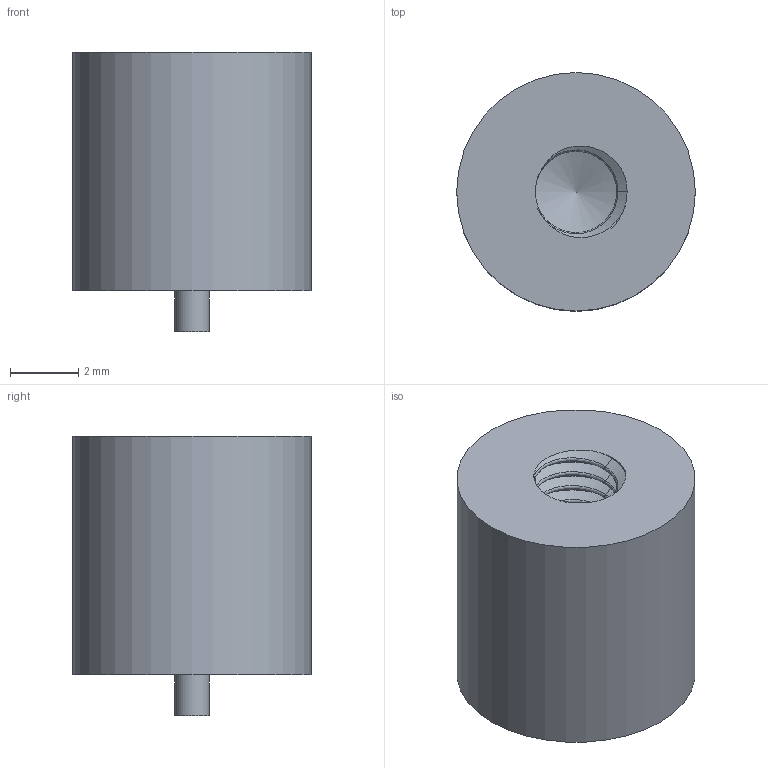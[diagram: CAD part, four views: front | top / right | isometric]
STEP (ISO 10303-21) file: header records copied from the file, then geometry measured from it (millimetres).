
FILE_DESCRIPTION(('FreeCAD Model'),'2;1');
FILE_NAME('power_stud.step', '2016-03-17T13:00:15',('Author'),(''), 'Open CASCADE STEP processor 6.8','FreeCAD','Unknown');
FILE_SCHEMA(('AUTOMOTIVE_DESIGN_CC2 { 1 2 10303 214 -1 1 5 4 }'));
Length unit declared in the file: millimetre
Products named in the file (2): ASSEMBLY; Cut001
Assembly tree (1 placements, depth 2):
  ASSEMBLY
    Cut001
Bounding box: 7 x 7 x 8.2 mm (x, y, z)
Volume: 241 mm3; surface area: 305.1 mm2
Topology: 1 solids, 1 shells, 74 faces, 145 edges, 71 vertices
Faces by surface type: bspline 33, plane 24, cylinder 14, cone 3
Full cylindrical faces by diameter (mm): 1 x1, 2.6 x1, 3 x9, 7 x1
Entity records: 15254 total; most frequent: CARTESIAN_POINT 12861, ORIENTED_EDGE 284, PCURVE 284, DEFINITIONAL_REPRESENTATION 284, DIRECTION 256, B_SPLINE_CURVE_WITH_KNOTS 243, LINE 143, VECTOR 143
